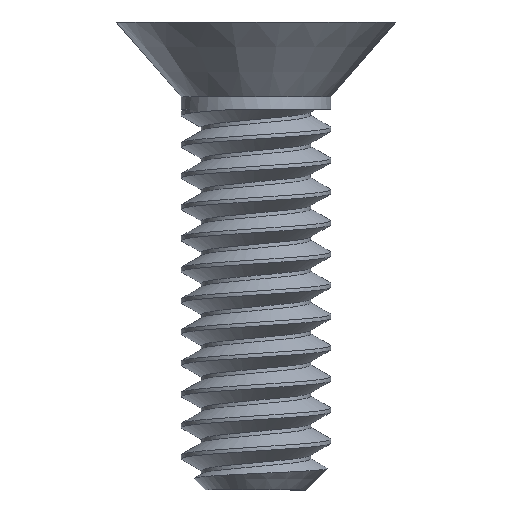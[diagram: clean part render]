
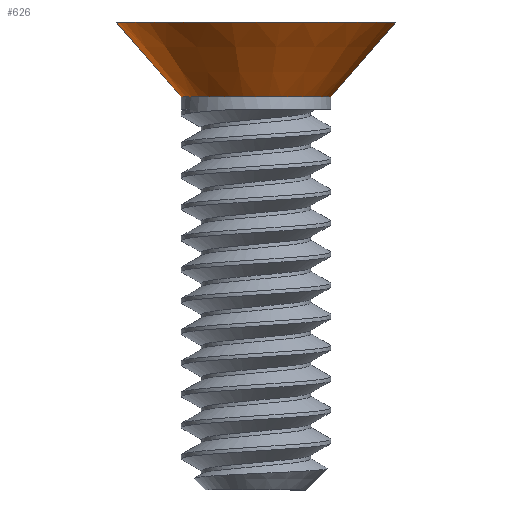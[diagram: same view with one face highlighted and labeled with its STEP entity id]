
A CAD part, left-side view. The second image highlights one B-rep face of the part: STEP entity #626.
In plain terms, the highlighted conical face has half-angle 41 degrees and reference radius 0.762 mm.
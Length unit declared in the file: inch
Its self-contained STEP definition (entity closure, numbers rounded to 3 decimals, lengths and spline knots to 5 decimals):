
#16 = EDGE_CURVE ( 'NONE', #3257, #148, #3320, .T. ) ;
#148 = VERTEX_POINT ( 'NONE', #403 ) ;
#341 = ORIENTED_EDGE ( 'NONE', *, *, #2144, .F. ) ;
#403 = CARTESIAN_POINT ( 'NONE',  ( 0., 0.03, 0.00509 ) ) ;
#488 = CARTESIAN_POINT ( 'NONE',  ( 0., -0.03, 0.00509 ) ) ;
#514 = ORIENTED_EDGE ( 'NONE', *, *, #16, .F. ) ;
#524 = CIRCLE ( 'NONE', #2378, 0.056 ) ;
#608 = LINE ( 'NONE', #3628, #2389 ) ;
#620 = EDGE_CURVE ( 'NONE', #3257, #3596, #1804, .T. ) ;
#626 = ADVANCED_FACE ( 'NONE', ( #2467 ), #827, .T. ) ;
#827 = CONICAL_SURFACE ( 'NONE', #953, 0.03, 0.716 ) ;
#885 = CARTESIAN_POINT ( 'NONE',  ( 0., -0.056, 0.035 ) ) ;
#910 = DIRECTION ( 'NONE',  ( 0., 0., -1. ) ) ;
#919 = DIRECTION ( 'NONE',  ( 0., -1., 0. ) ) ;
#953 = AXIS2_PLACEMENT_3D ( 'NONE', #1716, #3148, #919 ) ;
#1165 = VERTEX_POINT ( 'NONE', #2446 ) ;
#1344 = VECTOR ( 'NONE', #3410, 39.37008 ) ;
#1466 = ORIENTED_EDGE ( 'NONE', *, *, #1499, .F. ) ;
#1499 = EDGE_CURVE ( 'NONE', #1165, #3596, #524, .T. ) ;
#1508 = CARTESIAN_POINT ( 'NONE',  ( 0., 0., 0.035 ) ) ;
#1716 = CARTESIAN_POINT ( 'NONE',  ( 0., 0., 0.00509 ) ) ;
#1741 = CARTESIAN_POINT ( 'NONE',  ( 0., -0.03, 0.00509 ) ) ;
#1804 = LINE ( 'NONE', #1741, #1344 ) ;
#2024 = ORIENTED_EDGE ( 'NONE', *, *, #620, .T. ) ;
#2095 = DIRECTION ( 'NONE',  ( 0., -1., 0. ) ) ;
#2144 = EDGE_CURVE ( 'NONE', #148, #1165, #608, .T. ) ;
#2272 = DIRECTION ( 'NONE',  ( 0., 0.656, 0.755 ) ) ;
#2354 = DIRECTION ( 'NONE',  ( 0., 0., 1. ) ) ;
#2378 = AXIS2_PLACEMENT_3D ( 'NONE', #1508, #2354, #2095 ) ;
#2389 = VECTOR ( 'NONE', #2272, 39.37008 ) ;
#2446 = CARTESIAN_POINT ( 'NONE',  ( 0., 0.056, 0.035 ) ) ;
#2467 = FACE_OUTER_BOUND ( 'NONE', #2718, .T. ) ;
#2714 = AXIS2_PLACEMENT_3D ( 'NONE', #3422, #910, #3155 ) ;
#2718 = EDGE_LOOP ( 'NONE', ( #341, #514, #2024, #1466 ) ) ;
#3148 = DIRECTION ( 'NONE',  ( 0., 0., 1. ) ) ;
#3155 = DIRECTION ( 'NONE',  ( 0., 1., 0. ) ) ;
#3257 = VERTEX_POINT ( 'NONE', #488 ) ;
#3320 = CIRCLE ( 'NONE', #2714, 0.03 ) ;
#3410 = DIRECTION ( 'NONE',  ( 0., -0.656, 0.755 ) ) ;
#3422 = CARTESIAN_POINT ( 'NONE',  ( 0., 0., 0.00509 ) ) ;
#3596 = VERTEX_POINT ( 'NONE', #885 ) ;
#3628 = CARTESIAN_POINT ( 'NONE',  ( 0., 0.03, 0.00509 ) ) ;
